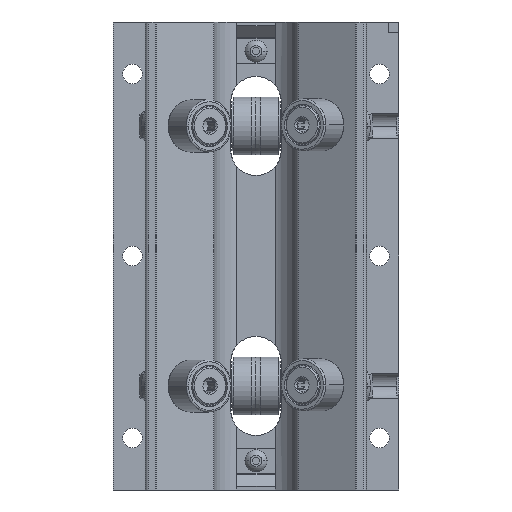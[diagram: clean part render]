
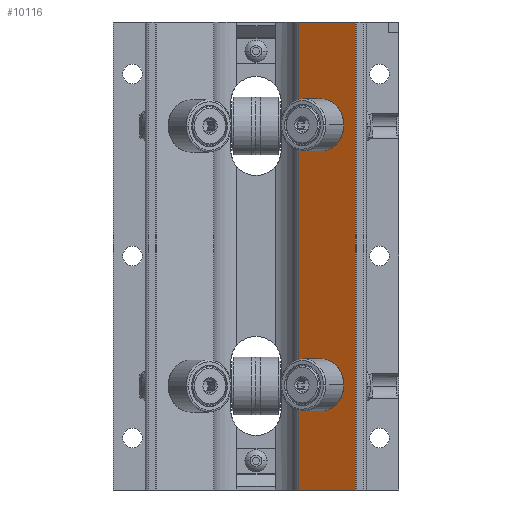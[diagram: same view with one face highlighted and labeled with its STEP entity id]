
A CAD part, front view. The second image highlights one B-rep face of the part: STEP entity #10116.
In plain terms, the highlighted planar face has unit normal (-0.5, -0.866, 0).
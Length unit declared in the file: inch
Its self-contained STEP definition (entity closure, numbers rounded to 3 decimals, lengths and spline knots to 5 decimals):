
#731 = EDGE_LOOP ( 'NONE', ( #6128, #6125, #14030, #16338 ) ) ;
#1299 = ORIENTED_EDGE ( 'NONE', *, *, #16022, .T. ) ;
#1535 = FACE_OUTER_BOUND ( 'NONE', #731, .T. ) ;
#1852 = LINE ( 'NONE', #31061, #21882 ) ;
#2303 = DIRECTION ( 'NONE',  ( 0.5, 0.866, 0. ) ) ;
#3000 = AXIS2_PLACEMENT_3D ( 'NONE', #14801, #2303, #16898 ) ;
#3741 = VECTOR ( 'NONE', #20243, 39.37008 ) ;
#4439 = CARTESIAN_POINT ( 'NONE',  ( 0.7596, -0.18683, 1.25 ) ) ;
#4616 = LINE ( 'NONE', #16529, #9228 ) ;
#5172 = CARTESIAN_POINT ( 'NONE',  ( 0.40562, 0.01754, -2.25 ) ) ;
#6125 = ORIENTED_EDGE ( 'NONE', *, *, #11436, .F. ) ;
#6128 = ORIENTED_EDGE ( 'NONE', *, *, #8842, .F. ) ;
#6564 = CIRCLE ( 'NONE', #23038, 0.12625 ) ;
#6820 = DIRECTION ( 'NONE',  ( 0.5, 0.866, 0. ) ) ;
#7862 = CIRCLE ( 'NONE', #28481, 0.12625 ) ;
#8323 = DIRECTION ( 'NONE',  ( 0., 0., 1. ) ) ;
#8842 = EDGE_CURVE ( 'NONE', #24774, #26236, #4616, .T. ) ;
#8846 = PLANE ( 'NONE',  #17082 ) ;
#8975 = VERTEX_POINT ( 'NONE', #17027 ) ;
#9002 = DIRECTION ( 'NONE',  ( 0., 0., 1. ) ) ;
#9228 = VECTOR ( 'NONE', #11565, 39.37008 ) ;
#9547 = DIRECTION ( 'NONE',  ( 0.866, -0.5, 0. ) ) ;
#9800 = LINE ( 'NONE', #12399, #23401 ) ;
#9989 = VERTEX_POINT ( 'NONE', #5172 ) ;
#10116 = ADVANCED_FACE ( 'NONE', ( #15336, #27598, #1535 ), #8846, .T. ) ;
#10568 = CARTESIAN_POINT ( 'NONE',  ( 0.40562, 0.01754, 2.25 ) ) ;
#11436 = EDGE_CURVE ( 'NONE', #9989, #24774, #1852, .T. ) ;
#11454 = DIRECTION ( 'NONE',  ( 0.866, -0.5, 0. ) ) ;
#11468 = CARTESIAN_POINT ( 'NONE',  ( 0.7596, -0.18683, -1.25 ) ) ;
#11565 = DIRECTION ( 'NONE',  ( 0.866, -0.5, 0. ) ) ;
#12191 = CARTESIAN_POINT ( 'NONE',  ( 0.65027, -0.12371, 1.25 ) ) ;
#12399 = CARTESIAN_POINT ( 'NONE',  ( 0.95385, -0.29898, -2.25 ) ) ;
#13316 = EDGE_CURVE ( 'NONE', #24530, #30696, #26719, .T. ) ;
#13824 = CARTESIAN_POINT ( 'NONE',  ( 0.54093, -0.06058, -1.25 ) ) ;
#14030 = ORIENTED_EDGE ( 'NONE', *, *, #23435, .T. ) ;
#14075 = EDGE_LOOP ( 'NONE', ( #1299, #21663 ) ) ;
#14801 = CARTESIAN_POINT ( 'NONE',  ( 0.65027, -0.12371, -1.25 ) ) ;
#15336 = FACE_BOUND ( 'NONE', #14075, .T. ) ;
#16022 = EDGE_CURVE ( 'NONE', #30696, #24530, #7862, .T. ) ;
#16241 = CARTESIAN_POINT ( 'NONE',  ( 0.95385, -0.29898, -2.25 ) ) ;
#16338 = ORIENTED_EDGE ( 'NONE', *, *, #25222, .T. ) ;
#16529 = CARTESIAN_POINT ( 'NONE',  ( 0.95385, -0.29898, 2.25 ) ) ;
#16862 = DIRECTION ( 'NONE',  ( 0.866, -0.5, 0. ) ) ;
#16898 = DIRECTION ( 'NONE',  ( 0.866, -0.5, 0. ) ) ;
#17027 = CARTESIAN_POINT ( 'NONE',  ( 0.54093, -0.06058, 1.25 ) ) ;
#17082 = AXIS2_PLACEMENT_3D ( 'NONE', #16241, #23651, #11454 ) ;
#17214 = AXIS2_PLACEMENT_3D ( 'NONE', #21506, #6820, #9547 ) ;
#17861 = LINE ( 'NONE', #27661, #3741 ) ;
#18405 = VERTEX_POINT ( 'NONE', #4439 ) ;
#20223 = CARTESIAN_POINT ( 'NONE',  ( 0.95385, -0.29898, 2.25 ) ) ;
#20243 = DIRECTION ( 'NONE',  ( 0.866, -0.5, 0. ) ) ;
#20628 = DIRECTION ( 'NONE',  ( 0.5, 0.866, 0. ) ) ;
#21506 = CARTESIAN_POINT ( 'NONE',  ( 0.65027, -0.12371, 1.25 ) ) ;
#21663 = ORIENTED_EDGE ( 'NONE', *, *, #13316, .T. ) ;
#21882 = VECTOR ( 'NONE', #9002, 39.37008 ) ;
#21911 = EDGE_CURVE ( 'NONE', #8975, #18405, #6564, .T. ) ;
#23016 = CARTESIAN_POINT ( 'NONE',  ( 0.65027, -0.12371, -1.25 ) ) ;
#23038 = AXIS2_PLACEMENT_3D ( 'NONE', #12191, #26525, #16862 ) ;
#23401 = VECTOR ( 'NONE', #8323, 39.37008 ) ;
#23435 = EDGE_CURVE ( 'NONE', #9989, #26943, #17861, .T. ) ;
#23651 = DIRECTION ( 'NONE',  ( -0.5, -0.866, 0. ) ) ;
#23776 = CARTESIAN_POINT ( 'NONE',  ( 0.95385, -0.29898, -2.25 ) ) ;
#24530 = VERTEX_POINT ( 'NONE', #13824 ) ;
#24684 = EDGE_LOOP ( 'NONE', ( #31288, #28106 ) ) ;
#24774 = VERTEX_POINT ( 'NONE', #10568 ) ;
#24869 = EDGE_CURVE ( 'NONE', #18405, #8975, #31069, .T. ) ;
#25222 = EDGE_CURVE ( 'NONE', #26943, #26236, #9800, .T. ) ;
#26236 = VERTEX_POINT ( 'NONE', #20223 ) ;
#26525 = DIRECTION ( 'NONE',  ( 0.5, 0.866, 0. ) ) ;
#26719 = CIRCLE ( 'NONE', #3000, 0.12625 ) ;
#26943 = VERTEX_POINT ( 'NONE', #23776 ) ;
#27598 = FACE_BOUND ( 'NONE', #24684, .T. ) ;
#27661 = CARTESIAN_POINT ( 'NONE',  ( 0.95385, -0.29898, -2.25 ) ) ;
#28106 = ORIENTED_EDGE ( 'NONE', *, *, #21911, .T. ) ;
#28481 = AXIS2_PLACEMENT_3D ( 'NONE', #23016, #20628, #30444 ) ;
#30444 = DIRECTION ( 'NONE',  ( 0.866, -0.5, 0. ) ) ;
#30696 = VERTEX_POINT ( 'NONE', #11468 ) ;
#31061 = CARTESIAN_POINT ( 'NONE',  ( 0.40562, 0.01754, -2.25 ) ) ;
#31069 = CIRCLE ( 'NONE', #17214, 0.12625 ) ;
#31288 = ORIENTED_EDGE ( 'NONE', *, *, #24869, .T. ) ;
